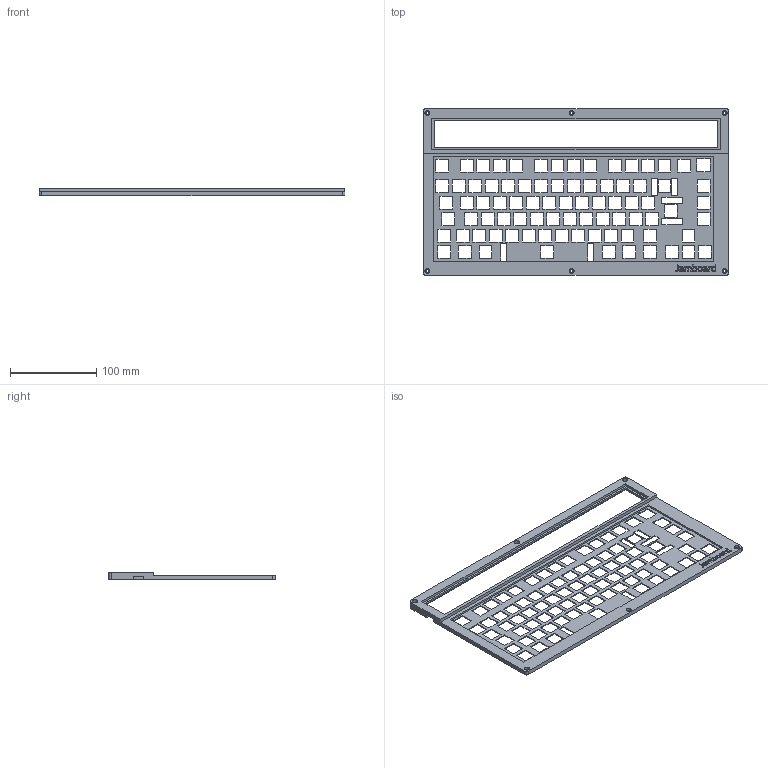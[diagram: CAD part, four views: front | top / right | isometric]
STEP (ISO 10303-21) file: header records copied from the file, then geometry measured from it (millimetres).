
FILE_DESCRIPTION(('FreeCAD Model'),'2;1');
FILE_NAME('Open CASCADE Shape Model','2025-10-12T00:26:24',(''),(''), 'Open CASCADE STEP processor 7.8','FreeCAD','Unknown');
FILE_SCHEMA(('AUTOMOTIVE_DESIGN { 1 0 10303 214 1 1 1 1 }'));
Length unit declared in the file: millimetre
Products named in the file (1): TopCase
Bounding box: 354.6 x 193.1 x 9 mm (x, y, z)
Volume: 116251.2 mm3; surface area: 100664.5 mm2
Topology: 1 solids, 1 shells, 799 faces, 2334 edges, 1556 vertices
Faces by surface type: plane 441, extrusion 342, cylinder 16
Full cylindrical faces by diameter (mm): 3.4 x6, 6 x6
Entity records: 28316 total; most frequent: CARTESIAN_POINT 8054, ORIENTED_EDGE 4668, DIRECTION 2937, EDGE_CURVE 2334, VECTOR 1957, LINE 1615, VERTEX_POINT 1556, B_SPLINE_CURVE_WITH_KNOTS 1029
